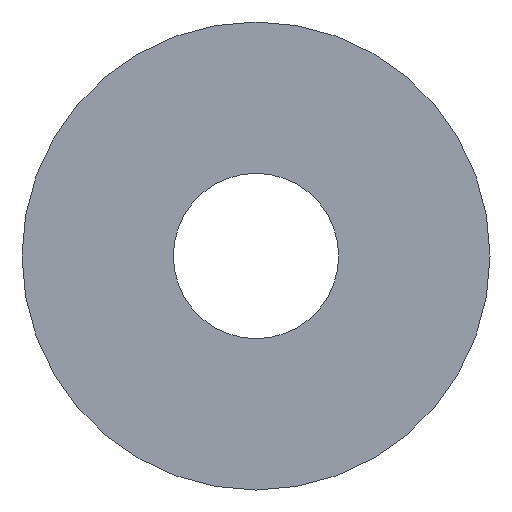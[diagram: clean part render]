
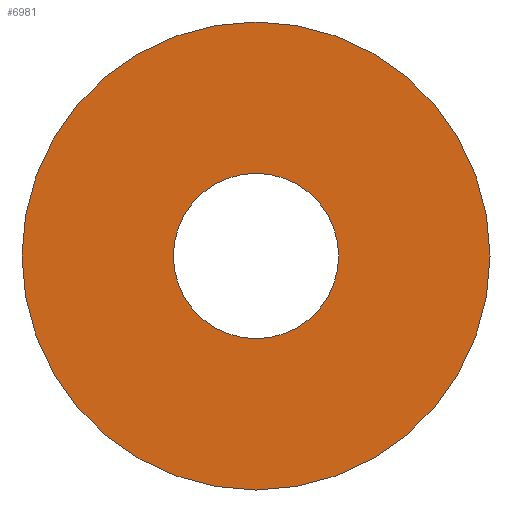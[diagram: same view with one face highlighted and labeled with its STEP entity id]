
A CAD part, front view. The second image highlights one B-rep face of the part: STEP entity #6981.
In plain terms, the highlighted planar face has unit normal (0, -1, 0).
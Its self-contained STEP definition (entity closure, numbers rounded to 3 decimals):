
#254=FACE_BOUND('',#1932,.T.);
#1548=FACE_OUTER_BOUND('',#1931,.T.);
#1931=EDGE_LOOP('',(#5020));
#1932=EDGE_LOOP('',(#5021));
#2527=CIRCLE('',#7605,37.5);
#2538=CIRCLE('',#7620,13.25);
#3131=VERTEX_POINT('',#11287);
#3141=VERTEX_POINT('',#11314);
#3870=EDGE_CURVE('',#3131,#3131,#2527,.T.);
#3883=EDGE_CURVE('',#3141,#3141,#2538,.T.);
#5020=ORIENTED_EDGE('',*,*,#3870,.T.);
#5021=ORIENTED_EDGE('',*,*,#3883,.T.);
#6829=PLANE('',#7625);
#6981=ADVANCED_FACE('',(#1548,#254),#6829,.T.);
#7605=AXIS2_PLACEMENT_3D('',#11288,#8828,#8829);
#7620=AXIS2_PLACEMENT_3D('',#11315,#8860,#8861);
#7625=AXIS2_PLACEMENT_3D('',#11325,#8875,#8876);
#8828=DIRECTION('center_axis',(0.,-1.,0.));
#8829=DIRECTION('ref_axis',(1.,0.,0.));
#8860=DIRECTION('center_axis',(0.,1.,0.));
#8861=DIRECTION('ref_axis',(-1.,0.,0.));
#8875=DIRECTION('center_axis',(0.,-1.,0.));
#8876=DIRECTION('ref_axis',(0.,0.,-1.));
#11287=CARTESIAN_POINT('',(-37.5,-1.8,0.));
#11288=CARTESIAN_POINT('Origin',(0.,-1.8,0.));
#11314=CARTESIAN_POINT('',(13.25,-1.8,0.));
#11315=CARTESIAN_POINT('Origin',(0.,-1.8,0.));
#11325=CARTESIAN_POINT('Origin',(0.,-1.8,0.));
